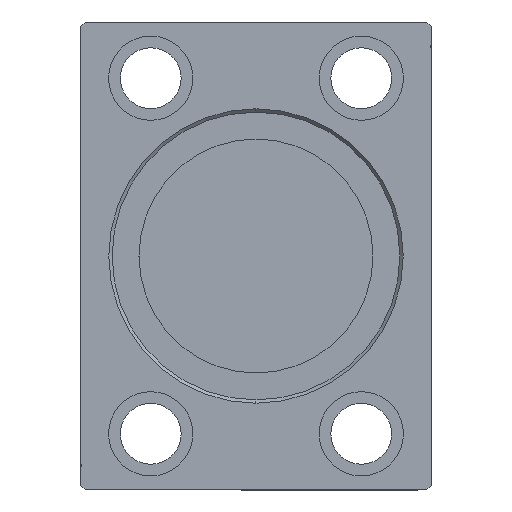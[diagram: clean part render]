
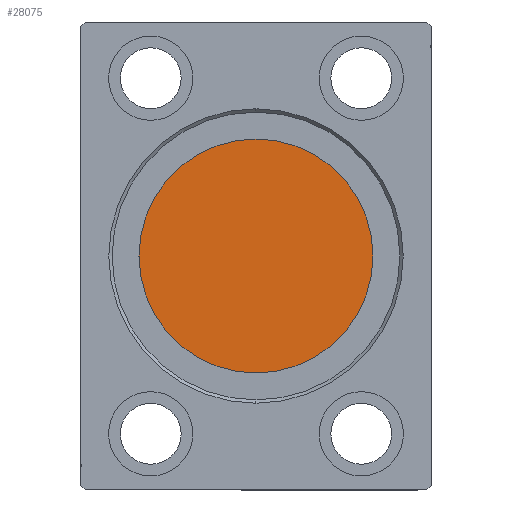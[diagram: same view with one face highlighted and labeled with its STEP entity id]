
A CAD part, left-side view. The second image highlights one B-rep face of the part: STEP entity #28075.
In plain terms, the highlighted planar face has unit normal (-1, 0, 0).
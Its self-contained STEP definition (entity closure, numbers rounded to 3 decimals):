
#1962 = EDGE_CURVE ( 'NONE', #6639, #15161, #28658, .T. ) ;
#2398 = CARTESIAN_POINT ( 'NONE',  ( 169.2, 0., 0. ) ) ;
#2576 = ORIENTED_EDGE ( 'NONE', *, *, #1962, .T. ) ;
#4864 = DIRECTION ( 'NONE',  ( -1., 0., 0. ) ) ;
#6252 = CIRCLE ( 'NONE', #28229, 25. ) ;
#6639 = VERTEX_POINT ( 'NONE', #23229 ) ;
#8854 = FACE_OUTER_BOUND ( 'NONE', #26009, .T. ) ;
#10805 = ORIENTED_EDGE ( 'NONE', *, *, #18279, .T. ) ;
#14225 = AXIS2_PLACEMENT_3D ( 'NONE', #41626, #21663, #22092 ) ;
#15161 = VERTEX_POINT ( 'NONE', #33771 ) ;
#18279 = EDGE_CURVE ( 'NONE', #15161, #6639, #6252, .T. ) ;
#21663 = DIRECTION ( 'NONE',  ( -1., 0., 0. ) ) ;
#21976 = PLANE ( 'NONE',  #33814 ) ;
#22092 = DIRECTION ( 'NONE',  ( 0., 0., 1. ) ) ;
#23229 = CARTESIAN_POINT ( 'NONE',  ( 169.2, 0., 25. ) ) ;
#26009 = EDGE_LOOP ( 'NONE', ( #2576, #10805 ) ) ;
#28075 = ADVANCED_FACE ( 'NONE', ( #8854 ), #21976, .T. ) ;
#28229 = AXIS2_PLACEMENT_3D ( 'NONE', #41389, #4864, #34732 ) ;
#28646 = DIRECTION ( 'NONE',  ( -1., 0., 0. ) ) ;
#28658 = CIRCLE ( 'NONE', #14225, 25. ) ;
#33771 = CARTESIAN_POINT ( 'NONE',  ( 169.2, 0., -25. ) ) ;
#33814 = AXIS2_PLACEMENT_3D ( 'NONE', #2398, #28646, #41720 ) ;
#34732 = DIRECTION ( 'NONE',  ( 0., 0., 1. ) ) ;
#41389 = CARTESIAN_POINT ( 'NONE',  ( 169.2, 0., 0. ) ) ;
#41626 = CARTESIAN_POINT ( 'NONE',  ( 169.2, 0., 0. ) ) ;
#41720 = DIRECTION ( 'NONE',  ( 0., 0., 1. ) ) ;
